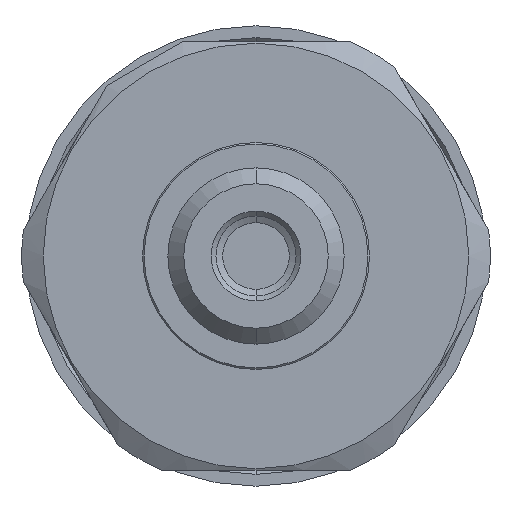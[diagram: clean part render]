
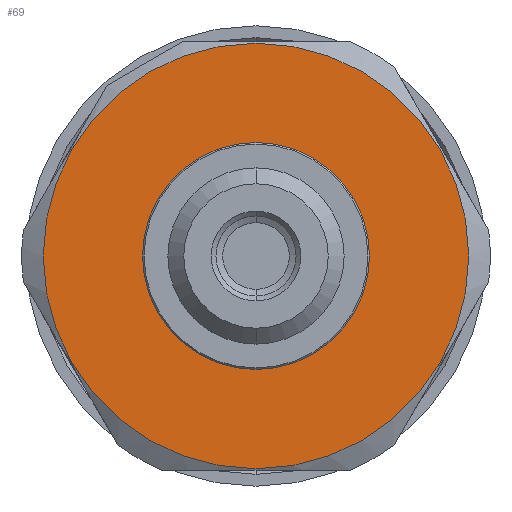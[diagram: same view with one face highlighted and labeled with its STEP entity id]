
A CAD part, front view. The second image highlights one B-rep face of the part: STEP entity #69.
In plain terms, the highlighted face is planar.
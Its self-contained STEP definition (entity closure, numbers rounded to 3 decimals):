
#69 = ADVANCED_FACE ( 'NONE', ( #1353, #6002 ), #4007, .F. ) ;
#213 = AXIS2_PLACEMENT_3D ( 'NONE', #4514, #4507, #4470 ) ;
#281 = DIRECTION ( 'NONE',  ( 0., 0., 1. ) ) ;
#325 = DIRECTION ( 'NONE',  ( -1., 0., 0. ) ) ;
#352 = CARTESIAN_POINT ( 'NONE',  ( 33.5, 0., 0. ) ) ;
#1161 = ORIENTED_EDGE ( 'NONE', *, *, #1972, .F. ) ;
#1353 = FACE_OUTER_BOUND ( 'NONE', #7572, .T. ) ;
#1455 = CIRCLE ( 'NONE', #5969, 7.15 ) ;
#1471 = VERTEX_POINT ( 'NONE', #7098 ) ;
#1972 = EDGE_CURVE ( 'NONE', #6296, #2998, #4361, .T. ) ;
#2073 = DIRECTION ( 'NONE',  ( 0., 0., 1. ) ) ;
#2084 = DIRECTION ( 'NONE',  ( -1., 0., 0. ) ) ;
#2095 = CARTESIAN_POINT ( 'NONE',  ( 33.5, 0., 0. ) ) ;
#2118 = EDGE_LOOP ( 'NONE', ( #7507, #2765 ) ) ;
#2471 = DIRECTION ( 'NONE',  ( 0., 0., 1. ) ) ;
#2489 = DIRECTION ( 'NONE',  ( -1., 0., 0. ) ) ;
#2513 = CARTESIAN_POINT ( 'NONE',  ( 33.5, 0., 0. ) ) ;
#2765 = ORIENTED_EDGE ( 'NONE', *, *, #5984, .T. ) ;
#2850 = EDGE_CURVE ( 'NONE', #1471, #3876, #6230, .T. ) ;
#2961 = ORIENTED_EDGE ( 'NONE', *, *, #3590, .F. ) ;
#2998 = VERTEX_POINT ( 'NONE', #3617 ) ;
#3590 = EDGE_CURVE ( 'NONE', #2998, #6296, #6299, .T. ) ;
#3617 = CARTESIAN_POINT ( 'NONE',  ( 33.5, 0., 13.4 ) ) ;
#3876 = VERTEX_POINT ( 'NONE', #5332 ) ;
#3950 = DIRECTION ( 'NONE',  ( -1., 0., 0. ) ) ;
#3988 = AXIS2_PLACEMENT_3D ( 'NONE', #3989, #3950, #4018 ) ;
#3989 = CARTESIAN_POINT ( 'NONE',  ( 33.5, 13.4, 0. ) ) ;
#4007 = PLANE ( 'NONE',  #3988 ) ;
#4018 = DIRECTION ( 'NONE',  ( 0., 0., 1. ) ) ;
#4361 = CIRCLE ( 'NONE', #7004, 13.4 ) ;
#4470 = DIRECTION ( 'NONE',  ( 0., 0., 1. ) ) ;
#4507 = DIRECTION ( 'NONE',  ( -1., 0., 0. ) ) ;
#4514 = CARTESIAN_POINT ( 'NONE',  ( 33.5, 0., 0. ) ) ;
#5332 = CARTESIAN_POINT ( 'NONE',  ( 33.5, 0., -7.15 ) ) ;
#5969 = AXIS2_PLACEMENT_3D ( 'NONE', #2095, #2084, #2073 ) ;
#5984 = EDGE_CURVE ( 'NONE', #3876, #1471, #1455, .T. ) ;
#6002 = FACE_BOUND ( 'NONE', #2118, .T. ) ;
#6230 = CIRCLE ( 'NONE', #213, 7.15 ) ;
#6296 = VERTEX_POINT ( 'NONE', #7129 ) ;
#6299 = CIRCLE ( 'NONE', #7788, 13.4 ) ;
#7004 = AXIS2_PLACEMENT_3D ( 'NONE', #2513, #2489, #2471 ) ;
#7098 = CARTESIAN_POINT ( 'NONE',  ( 33.5, 0., 7.15 ) ) ;
#7129 = CARTESIAN_POINT ( 'NONE',  ( 33.5, 0., -13.4 ) ) ;
#7507 = ORIENTED_EDGE ( 'NONE', *, *, #2850, .T. ) ;
#7572 = EDGE_LOOP ( 'NONE', ( #2961, #1161 ) ) ;
#7788 = AXIS2_PLACEMENT_3D ( 'NONE', #352, #325, #281 ) ;
